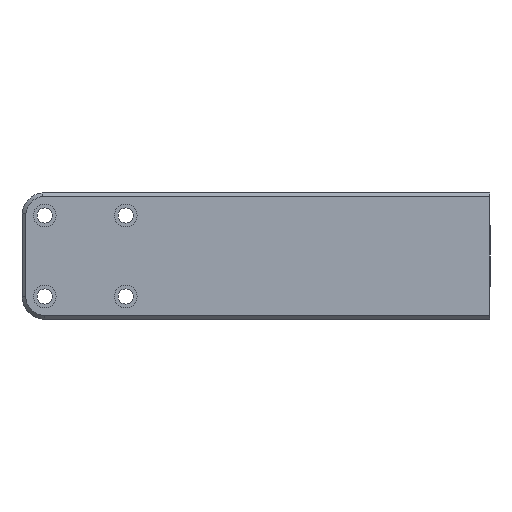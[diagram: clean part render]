
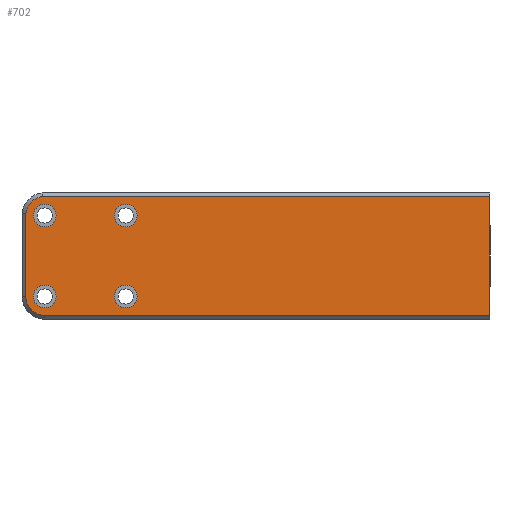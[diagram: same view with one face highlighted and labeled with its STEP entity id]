
A CAD part, front view. The second image highlights one B-rep face of the part: STEP entity #702.
In plain terms, the highlighted planar face has unit normal (0, -1, 0).
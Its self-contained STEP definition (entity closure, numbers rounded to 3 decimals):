
#24=FACE_BOUND('',#117,.T.);
#25=FACE_BOUND('',#118,.T.);
#26=FACE_BOUND('',#119,.T.);
#27=FACE_BOUND('',#120,.T.);
#39=PLANE('',#784);
#68=FACE_OUTER_BOUND('',#116,.T.);
#116=EDGE_LOOP('',(#546,#547,#548,#549,#550,#551));
#117=EDGE_LOOP('',(#552));
#118=EDGE_LOOP('',(#553));
#119=EDGE_LOOP('',(#554));
#120=EDGE_LOOP('',(#555));
#179=LINE('',#1156,#239);
#182=LINE('',#1162,#242);
#191=LINE('',#1182,#251);
#192=LINE('',#1185,#252);
#239=VECTOR('',#901,10.);
#242=VECTOR('',#906,10.);
#251=VECTOR('',#921,10.);
#252=VECTOR('',#924,10.);
#295=CIRCLE('',#779,7.555);
#298=CIRCLE('',#785,7.5);
#299=CIRCLE('',#786,4.5);
#300=CIRCLE('',#787,4.5);
#301=CIRCLE('',#788,4.5);
#302=CIRCLE('',#789,4.5);
#342=VERTEX_POINT('',#1144);
#343=VERTEX_POINT('',#1148);
#344=VERTEX_POINT('',#1155);
#346=VERTEX_POINT('',#1161);
#354=VERTEX_POINT('',#1181);
#355=VERTEX_POINT('',#1183);
#356=VERTEX_POINT('',#1186);
#357=VERTEX_POINT('',#1188);
#358=VERTEX_POINT('',#1190);
#359=VERTEX_POINT('',#1192);
#412=EDGE_CURVE('',#342,#343,#295,.T.);
#414=EDGE_CURVE('',#343,#344,#179,.T.);
#417=EDGE_CURVE('',#346,#344,#182,.T.);
#428=EDGE_CURVE('',#354,#342,#191,.T.);
#429=EDGE_CURVE('',#355,#354,#298,.T.);
#430=EDGE_CURVE('',#346,#355,#192,.T.);
#431=EDGE_CURVE('',#356,#356,#299,.T.);
#432=EDGE_CURVE('',#357,#357,#300,.T.);
#433=EDGE_CURVE('',#358,#358,#301,.T.);
#434=EDGE_CURVE('',#359,#359,#302,.T.);
#546=ORIENTED_EDGE('',*,*,#414,.F.);
#547=ORIENTED_EDGE('',*,*,#412,.F.);
#548=ORIENTED_EDGE('',*,*,#428,.F.);
#549=ORIENTED_EDGE('',*,*,#429,.F.);
#550=ORIENTED_EDGE('',*,*,#430,.F.);
#551=ORIENTED_EDGE('',*,*,#417,.T.);
#552=ORIENTED_EDGE('',*,*,#431,.T.);
#553=ORIENTED_EDGE('',*,*,#432,.T.);
#554=ORIENTED_EDGE('',*,*,#433,.T.);
#555=ORIENTED_EDGE('',*,*,#434,.T.);
#702=ADVANCED_FACE('',(#68,#24,#25,#26,#27),#39,.F.);
#779=AXIS2_PLACEMENT_3D('',#1149,#897,#898);
#784=AXIS2_PLACEMENT_3D('',#1180,#919,#920);
#785=AXIS2_PLACEMENT_3D('',#1184,#922,#923);
#786=AXIS2_PLACEMENT_3D('',#1187,#925,#926);
#787=AXIS2_PLACEMENT_3D('',#1189,#927,#928);
#788=AXIS2_PLACEMENT_3D('',#1191,#929,#930);
#789=AXIS2_PLACEMENT_3D('',#1193,#931,#932);
#897=DIRECTION('center_axis',(0.,1.,0.));
#898=DIRECTION('ref_axis',(-0.994,0.,-0.11));
#901=DIRECTION('',(1.,0.,0.));
#906=DIRECTION('',(0.,0.,1.));
#919=DIRECTION('center_axis',(0.,1.,0.));
#920=DIRECTION('ref_axis',(1.,0.,0.));
#921=DIRECTION('',(0.,0.,1.));
#922=DIRECTION('center_axis',(0.,1.,0.));
#923=DIRECTION('ref_axis',(0.,0.,-1.));
#924=DIRECTION('',(-1.,0.,0.));
#925=DIRECTION('center_axis',(0.,1.,0.));
#926=DIRECTION('ref_axis',(1.,0.,0.));
#927=DIRECTION('center_axis',(0.,1.,0.));
#928=DIRECTION('ref_axis',(1.,0.,0.));
#929=DIRECTION('center_axis',(0.,1.,0.));
#930=DIRECTION('ref_axis',(1.,0.,0.));
#931=DIRECTION('center_axis',(0.,1.,0.));
#932=DIRECTION('ref_axis',(1.,0.,0.));
#1144=CARTESIAN_POINT('',(1.5,0.,-8.087));
#1148=CARTESIAN_POINT('',(8.087,0.,-1.5));
#1149=CARTESIAN_POINT('Origin',(9.,0.,-9.));
#1155=CARTESIAN_POINT('',(185.,0.,-1.5));
#1156=CARTESIAN_POINT('',(50.236,0.,-1.5));
#1161=CARTESIAN_POINT('',(185.,0.,-48.5));
#1162=CARTESIAN_POINT('',(185.,0.,-50.));
#1180=CARTESIAN_POINT('Origin',(92.472,0.,-24.972));
#1181=CARTESIAN_POINT('',(1.5,0.,-41.));
#1182=CARTESIAN_POINT('',(1.5,0.,-32.986));
#1183=CARTESIAN_POINT('',(9.,0.,-48.5));
#1184=CARTESIAN_POINT('Origin',(9.,0.,-41.));
#1185=CARTESIAN_POINT('',(138.736,0.,-48.5));
#1186=CARTESIAN_POINT('',(36.5,0.,-9.));
#1187=CARTESIAN_POINT('Origin',(41.,0.,-9.));
#1188=CARTESIAN_POINT('',(36.5,0.,-41.));
#1189=CARTESIAN_POINT('Origin',(41.,0.,-41.));
#1190=CARTESIAN_POINT('',(4.5,0.,-9.));
#1191=CARTESIAN_POINT('Origin',(9.,0.,-9.));
#1192=CARTESIAN_POINT('',(4.5,0.,-41.));
#1193=CARTESIAN_POINT('Origin',(9.,0.,-41.));
